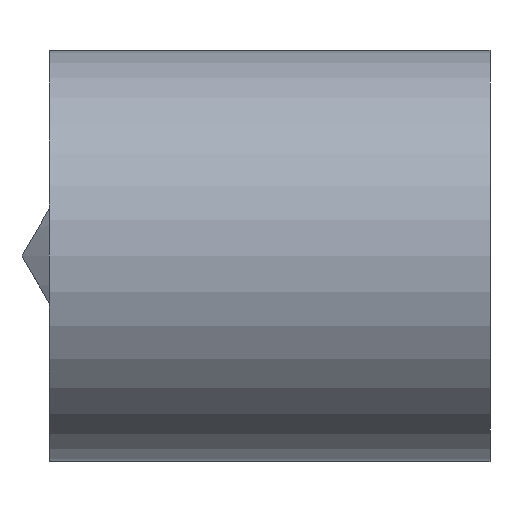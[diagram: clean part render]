
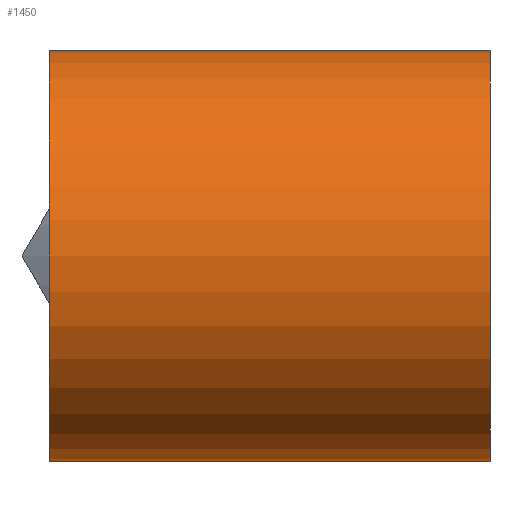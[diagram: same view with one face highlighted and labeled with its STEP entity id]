
A CAD part, left-side view. The second image highlights one B-rep face of the part: STEP entity #1450.
In plain terms, the highlighted cylindrical face has radius 7 mm (diameter 14 mm), a partial arc.
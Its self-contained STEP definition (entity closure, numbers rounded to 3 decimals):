
#150 = EDGE_LOOP ( 'NONE', ( #1712, #1711, #1710, #1714 ) ) ;
#506 = CARTESIAN_POINT ( 'NONE',  ( 0., 13.586, 0. ) ) ;
#507 = DIRECTION ( 'NONE',  ( 0., 1., 0. ) ) ;
#508 = DIRECTION ( 'NONE',  ( 0., 0., 1. ) ) ;
#842 = CIRCLE ( 'NONE', #855, 7. ) ;
#846 = AXIS2_PLACEMENT_3D ( 'NONE', #2146, #2144, #2143 ) ;
#847 = CIRCLE ( 'NONE', #846, 7. ) ;
#855 = AXIS2_PLACEMENT_3D ( 'NONE', #2154, #2152, #2151 ) ;
#1047 = VECTOR ( 'NONE', #2052, 1000. ) ;
#1052 = VECTOR ( 'NONE', #2060, 1000. ) ;
#1178 = CYLINDRICAL_SURFACE ( 'NONE', #1644, 7. ) ;
#1179 = FACE_OUTER_BOUND ( 'NONE', #150, .T. ) ;
#1231 = LINE ( 'NONE', #2053, #1047 ) ;
#1314 = VERTEX_POINT ( 'NONE', #2167 ) ;
#1315 = VERTEX_POINT ( 'NONE', #2160 ) ;
#1316 = VERTEX_POINT ( 'NONE', #2156 ) ;
#1318 = VERTEX_POINT ( 'NONE', #2155 ) ;
#1384 = EDGE_CURVE ( 'NONE', #1315, #1314, #842, .T. ) ;
#1386 = EDGE_CURVE ( 'NONE', #1316, #1318, #847, .T. ) ;
#1399 = EDGE_CURVE ( 'NONE', #1315, #1318, #1650, .T. ) ;
#1402 = EDGE_CURVE ( 'NONE', #1314, #1316, #1231, .T. ) ;
#1450 = ADVANCED_FACE ( 'NONE', ( #1179 ), #1178, .T. ) ;
#1644 = AXIS2_PLACEMENT_3D ( 'NONE', #506, #507, #508 ) ;
#1650 = LINE ( 'NONE', #2061, #1052 ) ;
#1710 = ORIENTED_EDGE ( 'NONE', *, *, #1399, .T. ) ;
#1711 = ORIENTED_EDGE ( 'NONE', *, *, #1384, .F. ) ;
#1712 = ORIENTED_EDGE ( 'NONE', *, *, #1402, .F. ) ;
#1714 = ORIENTED_EDGE ( 'NONE', *, *, #1386, .F. ) ;
#2052 = DIRECTION ( 'NONE',  ( 0., 1., 0. ) ) ;
#2053 = CARTESIAN_POINT ( 'NONE',  ( 0., 13.586, -7. ) ) ;
#2060 = DIRECTION ( 'NONE',  ( 0., 1., 0. ) ) ;
#2061 = CARTESIAN_POINT ( 'NONE',  ( 0., 13.586, 7. ) ) ;
#2143 = DIRECTION ( 'NONE',  ( 0., 0., 1. ) ) ;
#2144 = DIRECTION ( 'NONE',  ( 0., 1., 0. ) ) ;
#2146 = CARTESIAN_POINT ( 'NONE',  ( 0., 6., 0. ) ) ;
#2151 = DIRECTION ( 'NONE',  ( 0., 0., -1. ) ) ;
#2152 = DIRECTION ( 'NONE',  ( 0., -1., 0. ) ) ;
#2154 = CARTESIAN_POINT ( 'NONE',  ( 0., -9., 0. ) ) ;
#2155 = CARTESIAN_POINT ( 'NONE',  ( 0., 6., 7. ) ) ;
#2156 = CARTESIAN_POINT ( 'NONE',  ( 0., 6., -7. ) ) ;
#2160 = CARTESIAN_POINT ( 'NONE',  ( 0., -9., 7. ) ) ;
#2167 = CARTESIAN_POINT ( 'NONE',  ( 0., -9., -7. ) ) ;
